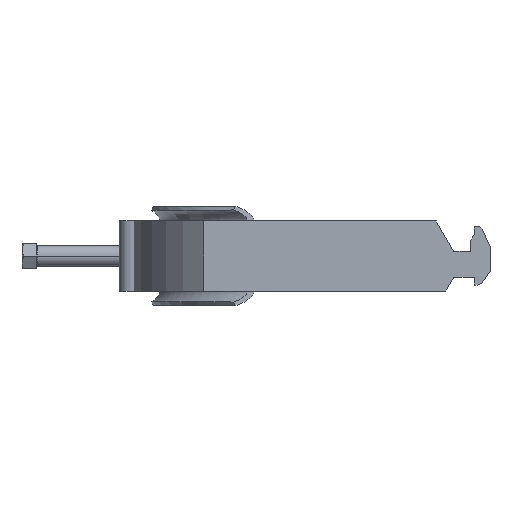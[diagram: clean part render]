
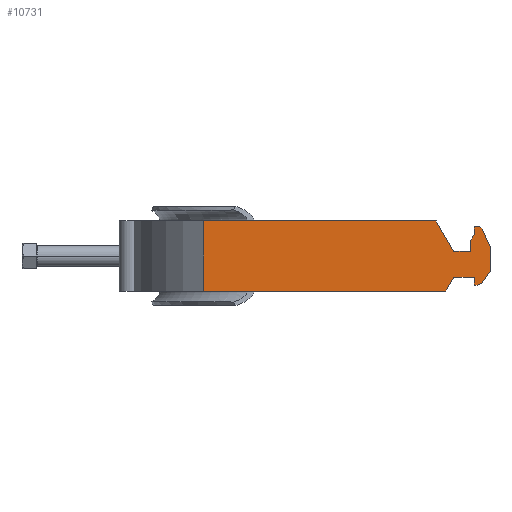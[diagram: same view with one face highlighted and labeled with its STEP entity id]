
A CAD part, left-side view. The second image highlights one B-rep face of the part: STEP entity #10731.
In plain terms, the highlighted planar face has unit normal (-1, 0, 0).
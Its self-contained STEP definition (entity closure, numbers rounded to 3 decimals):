
#45 = ORIENTED_EDGE ( 'NONE', *, *, #169, .F. ) ;
#157 = EDGE_CURVE ( 'NONE', #2624, #4968, #9124, .T. ) ;
#169 = EDGE_CURVE ( 'NONE', #7703, #11530, #11187, .T. ) ;
#179 = CARTESIAN_POINT ( 'NONE',  ( -53.5, -173., -13.5 ) ) ;
#437 = VECTOR ( 'NONE', #3061, 1000. ) ;
#566 = DIRECTION ( 'NONE',  ( 0., 0., 1. ) ) ;
#580 = VECTOR ( 'NONE', #3610, 1000. ) ;
#795 = DIRECTION ( 'NONE',  ( 0., 1., 0. ) ) ;
#815 = VECTOR ( 'NONE', #10696, 1000. ) ;
#818 = LINE ( 'NONE', #4939, #4438 ) ;
#833 = LINE ( 'NONE', #8804, #3383 ) ;
#870 = LINE ( 'NONE', #10098, #5284 ) ;
#932 = CARTESIAN_POINT ( 'NONE',  ( -53.5, -173., -8.25 ) ) ;
#945 = CARTESIAN_POINT ( 'NONE',  ( -53.5, -125.969, -13.5 ) ) ;
#1047 = DIRECTION ( 'NONE',  ( 0., -0.5, -0.866 ) ) ;
#1062 = CARTESIAN_POINT ( 'NONE',  ( -53.5, -143., -6.075 ) ) ;
#1073 = ORIENTED_EDGE ( 'NONE', *, *, #2725, .F. ) ;
#1296 = DIRECTION ( 'NONE',  ( 0., 0., -1. ) ) ;
#1411 = CARTESIAN_POINT ( 'NONE',  ( -53.5, -140., -10.36 ) ) ;
#1510 = VERTEX_POINT ( 'NONE', #11268 ) ;
#1586 = CARTESIAN_POINT ( 'NONE',  ( -53.5, -137., 13.5 ) ) ;
#1695 = ORIENTED_EDGE ( 'NONE', *, *, #7159, .F. ) ;
#1716 = LINE ( 'NONE', #1586, #8494 ) ;
#1718 = LINE ( 'NONE', #5796, #3764 ) ;
#1746 = LINE ( 'NONE', #5891, #580 ) ;
#2034 = CARTESIAN_POINT ( 'NONE',  ( -53.5, -137., 11.25 ) ) ;
#2539 = ORIENTED_EDGE ( 'NONE', *, *, #11447, .F. ) ;
#2605 = ORIENTED_EDGE ( 'NONE', *, *, #11139, .F. ) ;
#2624 = VERTEX_POINT ( 'NONE', #5888 ) ;
#2725 = EDGE_CURVE ( 'NONE', #10247, #2624, #12864, .T. ) ;
#2747 = LINE ( 'NONE', #5484, #7004 ) ;
#2769 = EDGE_CURVE ( 'NONE', #8981, #10871, #11534, .T. ) ;
#2861 = EDGE_CURVE ( 'NONE', #11977, #5633, #6203, .T. ) ;
#3020 = VERTEX_POINT ( 'NONE', #6711 ) ;
#3061 = DIRECTION ( 'NONE',  ( 0., -0.574, 0.819 ) ) ;
#3203 = ORIENTED_EDGE ( 'NONE', *, *, #2861, .F. ) ;
#3313 = VERTEX_POINT ( 'NONE', #12610 ) ;
#3383 = VECTOR ( 'NONE', #12865, 1000. ) ;
#3479 = ORIENTED_EDGE ( 'NONE', *, *, #8206, .F. ) ;
#3506 = ORIENTED_EDGE ( 'NONE', *, *, #12817, .F. ) ;
#3610 = DIRECTION ( 'NONE',  ( 0., 0.574, -0.819 ) ) ;
#3615 = ORIENTED_EDGE ( 'NONE', *, *, #10388, .F. ) ;
#3637 = DIRECTION ( 'NONE',  ( 1., 0., 0. ) ) ;
#3761 = DIRECTION ( 'NONE',  ( 0., -0.407, -0.914 ) ) ;
#3764 = VECTOR ( 'NONE', #3761, 1000. ) ;
#3791 = CARTESIAN_POINT ( 'NONE',  ( -53.5, -151.31, 28.687 ) ) ;
#3840 = PLANE ( 'NONE',  #12701 ) ;
#3844 = LINE ( 'NONE', #932, #10159 ) ;
#3876 = VERTEX_POINT ( 'NONE', #10783 ) ;
#4056 = VECTOR ( 'NONE', #7936, 1000. ) ;
#4104 = VERTEX_POINT ( 'NONE', #1411 ) ;
#4153 = CARTESIAN_POINT ( 'NONE',  ( -53.5, -129., -8.25 ) ) ;
#4435 = CARTESIAN_POINT ( 'NONE',  ( -53.5, -140.055, 10.365 ) ) ;
#4438 = VECTOR ( 'NONE', #11259, 1000. ) ;
#4687 = DIRECTION ( 'NONE',  ( 0., -1., 0. ) ) ;
#4787 = ORIENTED_EDGE ( 'NONE', *, *, #5265, .F. ) ;
#4875 = VECTOR ( 'NONE', #11016, 1000. ) ;
#4939 = CARTESIAN_POINT ( 'NONE',  ( -53.5, -173., 13.5 ) ) ;
#4968 = VERTEX_POINT ( 'NONE', #6301 ) ;
#4981 = ORIENTED_EDGE ( 'NONE', *, *, #7885, .F. ) ;
#5123 = CARTESIAN_POINT ( 'NONE',  ( -53.5, -149.418, 27.115 ) ) ;
#5265 = EDGE_CURVE ( 'NONE', #10871, #4104, #1746, .T. ) ;
#5284 = VECTOR ( 'NONE', #7983, 1000. ) ;
#5305 = VECTOR ( 'NONE', #7785, 1000. ) ;
#5309 = VECTOR ( 'NONE', #10280, 1000. ) ;
#5476 = EDGE_LOOP ( 'NONE', ( #3203, #8970, #2605, #4981, #3479, #4787, #11269, #6896, #45, #2539, #3615, #12211, #1073, #8725, #1695, #9452, #11611, #3506 ) ) ;
#5484 = CARTESIAN_POINT ( 'NONE',  ( -53.5, -173., 1.75 ) ) ;
#5633 = VERTEX_POINT ( 'NONE', #945 ) ;
#5793 = DIRECTION ( 'NONE',  ( 0., 0., 1. ) ) ;
#5796 = CARTESIAN_POINT ( 'NONE',  ( -53.5, -144.34, 0.74 ) ) ;
#5834 = CARTESIAN_POINT ( 'NONE',  ( -53.5, -135.5, 13.5 ) ) ;
#5858 = FACE_OUTER_BOUND ( 'NONE', #5476, .T. ) ;
#5867 = CARTESIAN_POINT ( 'NONE',  ( -53.5, -137., 13.5 ) ) ;
#5888 = CARTESIAN_POINT ( 'NONE',  ( -53.5, -135.5, 6.108 ) ) ;
#5891 = CARTESIAN_POINT ( 'NONE',  ( -53.5, -162.067, 21.155 ) ) ;
#5911 = CARTESIAN_POINT ( 'NONE',  ( -53.5, -173., -11.25 ) ) ;
#6020 = EDGE_CURVE ( 'NONE', #3020, #10247, #2747, .T. ) ;
#6203 = LINE ( 'NONE', #5123, #11600 ) ;
#6301 = CARTESIAN_POINT ( 'NONE',  ( -53.5, -137., 8.25 ) ) ;
#6676 = EDGE_CURVE ( 'NONE', #13016, #11977, #3844, .T. ) ;
#6711 = CARTESIAN_POINT ( 'NONE',  ( -53.5, -129., 1.75 ) ) ;
#6730 = LINE ( 'NONE', #8839, #5305 ) ;
#6896 = ORIENTED_EDGE ( 'NONE', *, *, #10848, .F. ) ;
#7004 = VECTOR ( 'NONE', #4687, 1000. ) ;
#7159 = EDGE_CURVE ( 'NONE', #3313, #3020, #11532, .T. ) ;
#7315 = LINE ( 'NONE', #179, #5309 ) ;
#7410 = VERTEX_POINT ( 'NONE', #7934 ) ;
#7635 = VECTOR ( 'NONE', #1047, 1000. ) ;
#7649 = DIRECTION ( 'NONE',  ( 0., 1., 0. ) ) ;
#7703 = VERTEX_POINT ( 'NONE', #10834 ) ;
#7785 = DIRECTION ( 'NONE',  ( 0., 0., 1. ) ) ;
#7868 = CARTESIAN_POINT ( 'NONE',  ( -53.5, -157.844, -4.562 ) ) ;
#7885 = EDGE_CURVE ( 'NONE', #3876, #10367, #10884, .T. ) ;
#7934 = CARTESIAN_POINT ( 'NONE',  ( -53.5, -32.585, -13.5 ) ) ;
#7936 = DIRECTION ( 'NONE',  ( 0., -0.766, -0.643 ) ) ;
#7983 = DIRECTION ( 'NONE',  ( 0., -1., 0. ) ) ;
#8206 = EDGE_CURVE ( 'NONE', #4104, #3876, #833, .T. ) ;
#8494 = VECTOR ( 'NONE', #5793, 1000. ) ;
#8725 = ORIENTED_EDGE ( 'NONE', *, *, #6020, .F. ) ;
#8804 = CARTESIAN_POINT ( 'NONE',  ( -53.5, -176.406, 5.85 ) ) ;
#8839 = CARTESIAN_POINT ( 'NONE',  ( -53.5, -32.585, 13.5 ) ) ;
#8970 = ORIENTED_EDGE ( 'NONE', *, *, #6676, .F. ) ;
#8981 = VERTEX_POINT ( 'NONE', #8986 ) ;
#8986 = CARTESIAN_POINT ( 'NONE',  ( -53.5, -143., 3.75 ) ) ;
#9080 = CARTESIAN_POINT ( 'NONE',  ( -53.5, -134.912, -8.49 ) ) ;
#9106 = DIRECTION ( 'NONE',  ( 0., 0.5, -0.866 ) ) ;
#9124 = LINE ( 'NONE', #3791, #437 ) ;
#9452 = ORIENTED_EDGE ( 'NONE', *, *, #9697, .T. ) ;
#9697 = EDGE_CURVE ( 'NONE', #3313, #1510, #818, .T. ) ;
#9899 = LINE ( 'NONE', #5867, #815 ) ;
#9953 = EDGE_CURVE ( 'NONE', #7410, #1510, #6730, .T. ) ;
#10098 = CARTESIAN_POINT ( 'NONE',  ( -53.5, -173., 11.25 ) ) ;
#10155 = VECTOR ( 'NONE', #566, 1000. ) ;
#10159 = VECTOR ( 'NONE', #795, 1000. ) ;
#10247 = VERTEX_POINT ( 'NONE', #12687 ) ;
#10280 = DIRECTION ( 'NONE',  ( 0., 1., 0. ) ) ;
#10367 = VERTEX_POINT ( 'NONE', #10825 ) ;
#10388 = EDGE_CURVE ( 'NONE', #4968, #11851, #1716, .T. ) ;
#10391 = CARTESIAN_POINT ( 'NONE',  ( -53.5, -143., 13.5 ) ) ;
#10696 = DIRECTION ( 'NONE',  ( 0., 0., 1. ) ) ;
#10731 = ADVANCED_FACE ( 'NONE', ( #5858 ), #3840, .F. ) ;
#10783 = CARTESIAN_POINT ( 'NONE',  ( -53.5, -138., -11.25 ) ) ;
#10825 = CARTESIAN_POINT ( 'NONE',  ( -53.5, -137., -11.25 ) ) ;
#10834 = CARTESIAN_POINT ( 'NONE',  ( -53.5, -139., 11.25 ) ) ;
#10848 = EDGE_CURVE ( 'NONE', #11530, #8981, #1718, .T. ) ;
#10871 = VERTEX_POINT ( 'NONE', #1062 ) ;
#10884 = LINE ( 'NONE', #5911, #4875 ) ;
#11016 = DIRECTION ( 'NONE',  ( 0., 1., 0. ) ) ;
#11139 = EDGE_CURVE ( 'NONE', #10367, #13016, #9899, .T. ) ;
#11187 = LINE ( 'NONE', #7868, #4056 ) ;
#11259 = DIRECTION ( 'NONE',  ( 0., 1., 0. ) ) ;
#11268 = CARTESIAN_POINT ( 'NONE',  ( -53.5, -32.585, 13.5 ) ) ;
#11269 = ORIENTED_EDGE ( 'NONE', *, *, #2769, .F. ) ;
#11447 = EDGE_CURVE ( 'NONE', #11851, #7703, #870, .T. ) ;
#11530 = VERTEX_POINT ( 'NONE', #4435 ) ;
#11532 = LINE ( 'NONE', #9080, #7635 ) ;
#11534 = LINE ( 'NONE', #10391, #11895 ) ;
#11600 = VECTOR ( 'NONE', #9106, 1000. ) ;
#11611 = ORIENTED_EDGE ( 'NONE', *, *, #9953, .F. ) ;
#11616 = CARTESIAN_POINT ( 'NONE',  ( -53.5, -137., -8.25 ) ) ;
#11851 = VERTEX_POINT ( 'NONE', #2034 ) ;
#11895 = VECTOR ( 'NONE', #1296, 1000. ) ;
#11977 = VERTEX_POINT ( 'NONE', #4153 ) ;
#12211 = ORIENTED_EDGE ( 'NONE', *, *, #157, .F. ) ;
#12610 = CARTESIAN_POINT ( 'NONE',  ( -53.5, -122.216, 13.5 ) ) ;
#12687 = CARTESIAN_POINT ( 'NONE',  ( -53.5, -135.5, 1.75 ) ) ;
#12701 = AXIS2_PLACEMENT_3D ( 'NONE', #12761, #3637, #7649 ) ;
#12761 = CARTESIAN_POINT ( 'NONE',  ( -53.5, -173., 13.5 ) ) ;
#12817 = EDGE_CURVE ( 'NONE', #5633, #7410, #7315, .T. ) ;
#12864 = LINE ( 'NONE', #5834, #10155 ) ;
#12865 = DIRECTION ( 'NONE',  ( 0., 0.914, -0.407 ) ) ;
#13016 = VERTEX_POINT ( 'NONE', #11616 ) ;
